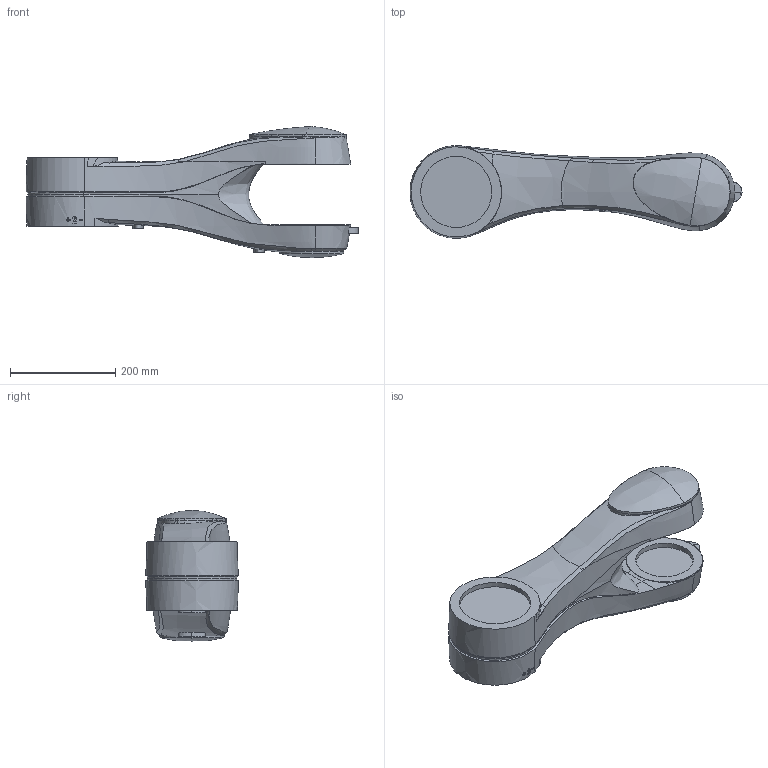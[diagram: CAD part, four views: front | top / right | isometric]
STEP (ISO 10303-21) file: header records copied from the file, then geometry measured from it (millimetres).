
FILE_DESCRIPTION((''),'2;1');
FILE_NAME('MANIFOLD_SOLID_BREP_11997','2016-06-08T',('Stud'),(''),'PRO/ENGINEER BY PARAMETRIC TECHNOLOGY CORPORATION, 2013050','PRO/ENGINEER BY PARAMETRIC TECHNOLOGY CORPORATION, 2013050','');
FILE_SCHEMA(('CONFIG_CONTROL_DESIGN'));
Length unit declared in the file: millimetre
Products named in the file (1): MANIFOLD_SOLID_BREP_11997
Bounding box: 630.23 x 175.6 x 248.98 mm (x, y, z)
Volume: 9114916.5 mm3; surface area: 398802.5 mm2
Topology: 1 solids, 1 shells, 191 faces, 514 edges, 337 vertices
Faces by surface type: bspline 79, plane 55, cylinder 28, cone 20, extrusion 6, sphere 2, torus 1
Entity records: 10640 total; most frequent: CARTESIAN_POINT 6491, ORIENTED_EDGE 1024, DIRECTION 581, EDGE_CURVE 512, VERTEX_POINT 337, B_SPLINE_CURVE_WITH_KNOTS 274, AXIS2_PLACEMENT_3D 225, EDGE_LOOP 205
